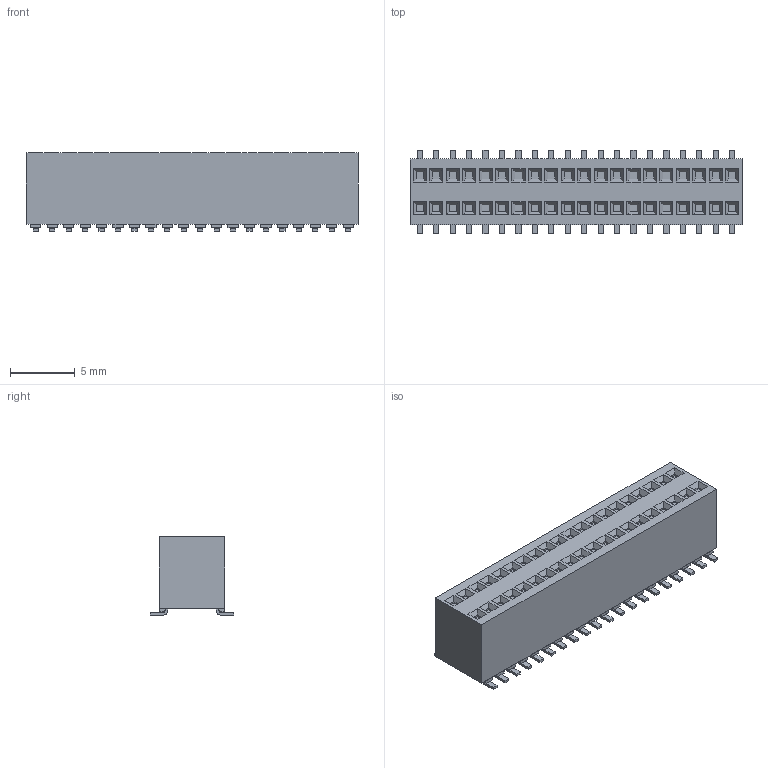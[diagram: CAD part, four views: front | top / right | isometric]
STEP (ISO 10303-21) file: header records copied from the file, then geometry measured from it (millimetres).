
FILE_DESCRIPTION((''),'2;1');
FILE_NAME('SAMTEC_RSM-120-02-L-D-K-TR.stp','2013-01-09T12:54:42',(''),(''),'Mechanical Desktop 2011','Mechanical Desktop 2011',', , ');
FILE_SCHEMA(('AUTOMOTIVE_DESIGN { 1 2 10303 214 1 1 1 1 }'));
Length unit declared in the file: millimetre
Products named in the file (1): Product
Bounding box: 25.65 x 6.46 x 6.07 mm (x, y, z)
Volume: 718.9 mm3; surface area: 1069.7 mm2
Topology: 82 solids, 82 shells, 934 faces, 2264 edges, 1456 vertices
Faces by surface type: bspline 445, plane 429, cylinder 60
Entity records: 27642 total; most frequent: CARTESIAN_POINT 6830, ORIENTED_EDGE 4528, DIRECTION 3484, EDGE_CURVE 2264, VECTOR 2024, LINE 2024, VERTEX_POINT 1456, EDGE_LOOP 974
